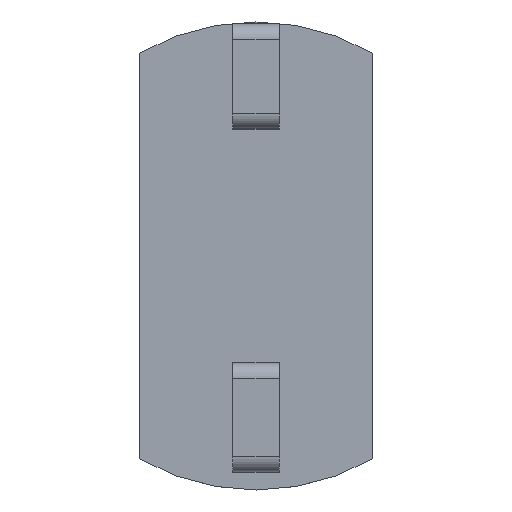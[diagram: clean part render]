
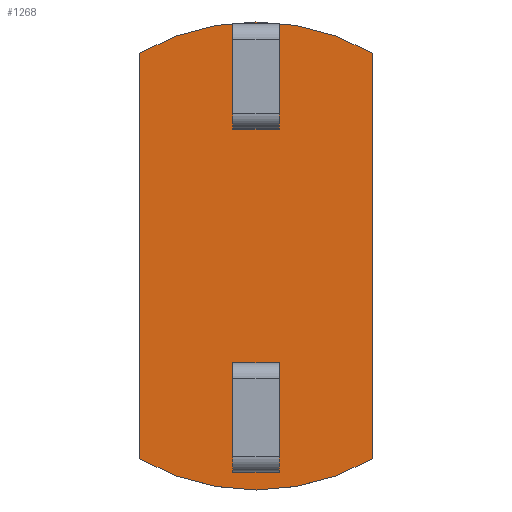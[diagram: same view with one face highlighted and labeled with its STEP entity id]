
A CAD part, top view. The second image highlights one B-rep face of the part: STEP entity #1268.
In plain terms, the highlighted planar face has unit normal (0, 0, 1).
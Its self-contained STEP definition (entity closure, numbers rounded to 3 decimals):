
#28=FACE_BOUND('',#438,.T.);
#29=FACE_BOUND('',#439,.T.);
#41=PLANE('',#1429);
#124=LINE('',#2260,#218);
#125=LINE('',#2263,#219);
#127=LINE('',#2270,#221);
#128=LINE('',#2272,#222);
#129=LINE('',#2274,#223);
#130=LINE('',#2275,#224);
#131=LINE('',#2278,#225);
#132=LINE('',#2280,#226);
#133=LINE('',#2282,#227);
#218=VECTOR('',#1759,10.);
#219=VECTOR('',#1762,10.);
#221=VECTOR('',#1770,10.);
#222=VECTOR('',#1771,10.);
#223=VECTOR('',#1772,10.);
#224=VECTOR('',#1773,10.);
#225=VECTOR('',#1774,10.);
#226=VECTOR('',#1775,10.);
#227=VECTOR('',#1776,10.);
#350=FACE_OUTER_BOUND('',#437,.T.);
#437=EDGE_LOOP('',(#1096,#1097,#1098,#1099));
#438=EDGE_LOOP('',(#1100,#1101,#1102,#1103));
#439=EDGE_LOOP('',(#1104,#1105,#1106,#1107));
#532=CIRCLE('',#1424,15.);
#533=CIRCLE('',#1428,15.);
#534=CIRCLE('',#1430,14.942);
#618=VERTEX_POINT('',#2252);
#619=VERTEX_POINT('',#2254);
#620=VERTEX_POINT('',#2258);
#621=VERTEX_POINT('',#2262);
#622=VERTEX_POINT('',#2268);
#623=VERTEX_POINT('',#2269);
#624=VERTEX_POINT('',#2271);
#625=VERTEX_POINT('',#2273);
#626=VERTEX_POINT('',#2276);
#627=VERTEX_POINT('',#2277);
#628=VERTEX_POINT('',#2279);
#629=VERTEX_POINT('',#2281);
#780=EDGE_CURVE('',#619,#618,#532,.F.);
#783=EDGE_CURVE('',#618,#620,#124,.T.);
#784=EDGE_CURVE('',#621,#619,#125,.T.);
#786=EDGE_CURVE('',#620,#621,#533,.F.);
#787=EDGE_CURVE('',#622,#623,#127,.T.);
#788=EDGE_CURVE('',#622,#624,#128,.T.);
#789=EDGE_CURVE('',#624,#625,#129,.T.);
#790=EDGE_CURVE('',#625,#623,#130,.T.);
#791=EDGE_CURVE('',#626,#627,#131,.T.);
#792=EDGE_CURVE('',#628,#627,#132,.T.);
#793=EDGE_CURVE('',#628,#629,#133,.T.);
#794=EDGE_CURVE('',#626,#629,#534,.T.);
#1096=ORIENTED_EDGE('',*,*,#783,.T.);
#1097=ORIENTED_EDGE('',*,*,#786,.T.);
#1098=ORIENTED_EDGE('',*,*,#784,.T.);
#1099=ORIENTED_EDGE('',*,*,#780,.T.);
#1100=ORIENTED_EDGE('',*,*,#787,.F.);
#1101=ORIENTED_EDGE('',*,*,#788,.T.);
#1102=ORIENTED_EDGE('',*,*,#789,.T.);
#1103=ORIENTED_EDGE('',*,*,#790,.T.);
#1104=ORIENTED_EDGE('',*,*,#791,.T.);
#1105=ORIENTED_EDGE('',*,*,#792,.F.);
#1106=ORIENTED_EDGE('',*,*,#793,.T.);
#1107=ORIENTED_EDGE('',*,*,#794,.F.);
#1268=ADVANCED_FACE('',(#350,#28,#29),#41,.T.);
#1424=AXIS2_PLACEMENT_3D('',#2255,#1753,#1754);
#1428=AXIS2_PLACEMENT_3D('',#2266,#1766,#1767);
#1429=AXIS2_PLACEMENT_3D('',#2267,#1768,#1769);
#1430=AXIS2_PLACEMENT_3D('',#2283,#1777,#1778);
#1753=DIRECTION('center_axis',(0.,0.,
-1.));
#1754=DIRECTION('ref_axis',(-1.,0.,0.));
#1759=DIRECTION('',(0.,1.,0.));
#1762=DIRECTION('',(0.,-1.,0.));
#1766=DIRECTION('center_axis',(0.,0.,
-1.));
#1767=DIRECTION('ref_axis',(-1.,0.,0.));
#1768=DIRECTION('center_axis',(0.,0.,
1.));
#1769=DIRECTION('ref_axis',(-1.,0.,0.));
#1770=DIRECTION('',(-1.,0.,0.));
#1771=DIRECTION('',(0.,-1.,0.));
#1772=DIRECTION('',(-1.,0.,0.));
#1773=DIRECTION('',(0.,1.,0.));
#1774=DIRECTION('',(0.,-1.,0.));
#1775=DIRECTION('',(1.,0.,0.));
#1776=DIRECTION('',(0.,1.,0.));
#1777=DIRECTION('center_axis',(0.,0.,
1.));
#1778=DIRECTION('ref_axis',(-1.,0.,0.));
#2252=CARTESIAN_POINT('',(20.108,66.854,-452.747));
#2254=CARTESIAN_POINT('',(5.184,66.854,-452.747));
#2255=CARTESIAN_POINT('Origin',(12.646,79.866,-452.747));
#2258=CARTESIAN_POINT('',(20.108,92.878,-452.747));
#2260=CARTESIAN_POINT('',(20.108,73.36,-452.747));
#2262=CARTESIAN_POINT('',(5.184,92.878,-452.747));
#2263=CARTESIAN_POINT('',(5.184,86.372,-452.747));
#2266=CARTESIAN_POINT('Origin',(12.646,79.866,-452.747));
#2267=CARTESIAN_POINT('Origin',(12.646,79.866,-452.747));
#2268=CARTESIAN_POINT('',(14.146,73.,-452.747));
#2269=CARTESIAN_POINT('',(11.146,73.,-452.747));
#2270=CARTESIAN_POINT('',(11.896,73.,-452.747));
#2271=CARTESIAN_POINT('',(14.146,68.,-452.747));
#2272=CARTESIAN_POINT('',(14.146,81.183,-452.747));
#2273=CARTESIAN_POINT('',(11.146,68.,-452.747));
#2274=CARTESIAN_POINT('',(11.896,68.,-452.747));
#2275=CARTESIAN_POINT('',(11.146,81.183,-452.747));
#2276=CARTESIAN_POINT('',(14.146,94.732,-452.747));
#2277=CARTESIAN_POINT('',(14.146,90.,-452.747));
#2278=CARTESIAN_POINT('',(14.146,81.183,-452.747));
#2279=CARTESIAN_POINT('',(11.146,90.,-452.747));
#2280=CARTESIAN_POINT('',(11.896,90.,-452.747));
#2281=CARTESIAN_POINT('',(11.146,94.732,-452.747));
#2282=CARTESIAN_POINT('',(11.146,81.183,-452.747));
#2283=CARTESIAN_POINT('Origin',(12.646,79.866,-452.747));
